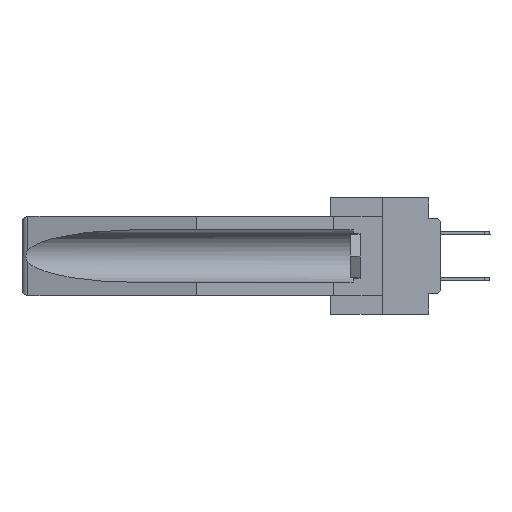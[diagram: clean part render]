
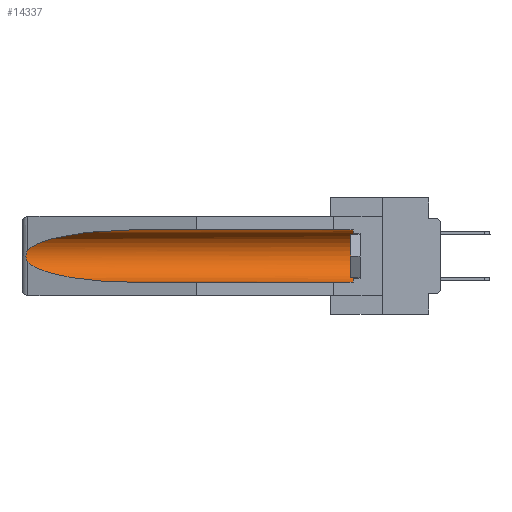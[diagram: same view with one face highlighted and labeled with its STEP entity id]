
A CAD part, left-side view. The second image highlights one B-rep face of the part: STEP entity #14337.
In plain terms, the highlighted cylindrical face has radius 2.857 mm (diameter 5.715 mm), a partial arc.
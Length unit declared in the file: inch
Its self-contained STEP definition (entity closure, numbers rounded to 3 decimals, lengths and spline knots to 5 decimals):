
#1135 = CARTESIAN_POINT ( 'NONE',  ( 0.26537, 1.52718, -0.19328 ) ) ;
#1442 = CARTESIAN_POINT ( 'NONE',  ( 0.155, 0.126, -0.059 ) ) ;
#1748 = CARTESIAN_POINT ( 'NONE',  ( 0.26597, 1.5296, -0.19026 ) ) ;
#1930 = CARTESIAN_POINT ( 'NONE',  ( 0.2673, 1.5327, -0.16383 ) ) ;
#2067 = DIRECTION ( 'NONE',  ( 0., 1., 0. ) ) ;
#2104 = CARTESIAN_POINT ( 'NONE',  ( 0.26654, 1.53092, -0.15636 ) ) ;
#2977 = CIRCLE ( 'NONE', #18004, 0.1125 ) ;
#4368 = CARTESIAN_POINT ( 'NONE',  ( 0.26597, 1.52961, -0.15275 ) ) ;
#4680 = VERTEX_POINT ( 'NONE', #25782 ) ;
#4851 = DIRECTION ( 'NONE',  ( 0., 0., 1. ) ) ;
#4901 = DIRECTION ( 'NONE',  ( 0., 0., 1. ) ) ;
#5126 = B_SPLINE_CURVE_WITH_KNOTS ( 'NONE', 3,
 ( #25788, #4368, #2104, #1930, #9923, #14980, #25616, #28411, #1748, #20382 ),
 .UNSPECIFIED., .F., .F.,
 ( 4, 2, 2, 2, 4 ),
 ( 0., 0.00029, 0.00058, 0.00087, 0.00117 ),
 .UNSPECIFIED. ) ;
#5348 = CARTESIAN_POINT ( 'NONE',  ( 0.21114, 1.30732, -0.059 ) ) ;
#5857 = CARTESIAN_POINT ( 'NONE',  ( 0.155, 1.07973, -0.059 ) ) ;
#5945 =( BOUNDED_CURVE ( )  B_SPLINE_CURVE ( 3, ( #5857, #5348, #18746, #18916 ),
 .UNSPECIFIED., .F., .F. ) 
 B_SPLINE_CURVE_WITH_KNOTS ( ( 4, 4 ),
 ( 4.71239, 6.08839 ),
 .UNSPECIFIED. ) 
 CURVE ( )  GEOMETRIC_REPRESENTATION_ITEM ( )  RATIONAL_B_SPLINE_CURVE ( ( 1., 0.848, 0.848, 1. ) ) 
 REPRESENTATION_ITEM ( '' )  );
#6024 = EDGE_CURVE ( 'NONE', #21467, #22925, #5126, .T. ) ;
#6265 = VERTEX_POINT ( 'NONE', #16712 ) ;
#6733 = VERTEX_POINT ( 'NONE', #27186 ) ;
#6773 = EDGE_CURVE ( 'NONE', #6265, #6733, #17240, .T. ) ;
#6944 = CARTESIAN_POINT ( 'NONE',  ( 0.155, -0.30754, -0.1715 ) ) ;
#7302 = FACE_OUTER_BOUND ( 'NONE', #7675, .T. ) ;
#7675 = EDGE_LOOP ( 'NONE', ( #31689, #30439, #23040, #21564, #22212, #32394 ) ) ;
#8537 = CARTESIAN_POINT ( 'NONE',  ( 0.155, -0.30754, -0.284 ) ) ;
#9623 = VERTEX_POINT ( 'NONE', #1442 ) ;
#9923 = CARTESIAN_POINT ( 'NONE',  ( 0.2675, 1.53308, -0.16763 ) ) ;
#10638 = CARTESIAN_POINT ( 'NONE',  ( 0.155, 0.126, -0.1715 ) ) ;
#13406 = DIRECTION ( 'NONE',  ( 0., -1., 0. ) ) ;
#13546 = AXIS2_PLACEMENT_3D ( 'NONE', #6944, #2067, #4851 ) ;
#14337 = ADVANCED_FACE ( 'NONE', ( #7302 ), #34121, .F. ) ;
#14980 = CARTESIAN_POINT ( 'NONE',  ( 0.2675, 1.53308, -0.17534 ) ) ;
#16712 = CARTESIAN_POINT ( 'NONE',  ( 0.155, 0.126, -0.284 ) ) ;
#17240 = LINE ( 'NONE', #8537, #26560 ) ;
#17676 = EDGE_CURVE ( 'NONE', #4680, #21467, #5945, .T. ) ;
#18004 = AXIS2_PLACEMENT_3D ( 'NONE', #10638, #13406, #4901 ) ;
#18746 = CARTESIAN_POINT ( 'NONE',  ( 0.25451, 1.48313, -0.09465 ) ) ;
#18916 = CARTESIAN_POINT ( 'NONE',  ( 0.26537, 1.52718, -0.14972 ) ) ;
#19431 = CARTESIAN_POINT ( 'NONE',  ( 0.21114, 1.30732, -0.284 ) ) ;
#20054 = CARTESIAN_POINT ( 'NONE',  ( 0.26537, 1.52718, -0.14972 ) ) ;
#20382 = CARTESIAN_POINT ( 'NONE',  ( 0.26537, 1.52718, -0.19328 ) ) ;
#20577 = CARTESIAN_POINT ( 'NONE',  ( 0.26537, 1.52718, -0.19328 ) ) ;
#21467 = VERTEX_POINT ( 'NONE', #20054 ) ;
#21564 = ORIENTED_EDGE ( 'NONE', *, *, #6773, .F. ) ;
#21735 = EDGE_CURVE ( 'NONE', #6265, #9623, #2977, .T. ) ;
#22212 = ORIENTED_EDGE ( 'NONE', *, *, #21735, .T. ) ;
#22367 = CARTESIAN_POINT ( 'NONE',  ( 0.25451, 1.48313, -0.24835 ) ) ;
#22800 = DIRECTION ( 'NONE',  ( 0., 1., 0. ) ) ;
#22925 = VERTEX_POINT ( 'NONE', #20577 ) ;
#23040 = ORIENTED_EDGE ( 'NONE', *, *, #26288, .T. ) ;
#25242 = DIRECTION ( 'NONE',  ( 0., 1., 0. ) ) ;
#25392 = EDGE_CURVE ( 'NONE', #9623, #4680, #32470, .T. ) ;
#25423 = CARTESIAN_POINT ( 'NONE',  ( 0.155, -0.30754, -0.059 ) ) ;
#25616 = CARTESIAN_POINT ( 'NONE',  ( 0.2673, 1.53269, -0.17917 ) ) ;
#25782 = CARTESIAN_POINT ( 'NONE',  ( 0.155, 1.07973, -0.059 ) ) ;
#25788 = CARTESIAN_POINT ( 'NONE',  ( 0.26537, 1.52718, -0.14972 ) ) ;
#26288 = EDGE_CURVE ( 'NONE', #22925, #6733, #27506, .T. ) ;
#26434 = VECTOR ( 'NONE', #22800, 39.37008 ) ;
#26560 = VECTOR ( 'NONE', #25242, 39.37008 ) ;
#27186 = CARTESIAN_POINT ( 'NONE',  ( 0.155, 1.07973, -0.284 ) ) ;
#27506 =( BOUNDED_CURVE ( )  B_SPLINE_CURVE ( 3, ( #1135, #22367, #19431, #29721 ),
 .UNSPECIFIED., .F., .F. ) 
 B_SPLINE_CURVE_WITH_KNOTS ( ( 4, 4 ),
 ( 0.1948, 1.5708 ),
 .UNSPECIFIED. ) 
 CURVE ( )  GEOMETRIC_REPRESENTATION_ITEM ( )  RATIONAL_B_SPLINE_CURVE ( ( 1., 0.848, 0.848, 1. ) ) 
 REPRESENTATION_ITEM ( '' )  );
#28411 = CARTESIAN_POINT ( 'NONE',  ( 0.26655, 1.53094, -0.18657 ) ) ;
#29721 = CARTESIAN_POINT ( 'NONE',  ( 0.155, 1.07973, -0.284 ) ) ;
#30439 = ORIENTED_EDGE ( 'NONE', *, *, #6024, .T. ) ;
#31689 = ORIENTED_EDGE ( 'NONE', *, *, #17676, .T. ) ;
#32394 = ORIENTED_EDGE ( 'NONE', *, *, #25392, .T. ) ;
#32470 = LINE ( 'NONE', #25423, #26434 ) ;
#34121 = CYLINDRICAL_SURFACE ( 'NONE', #13546, 0.1125 ) ;
